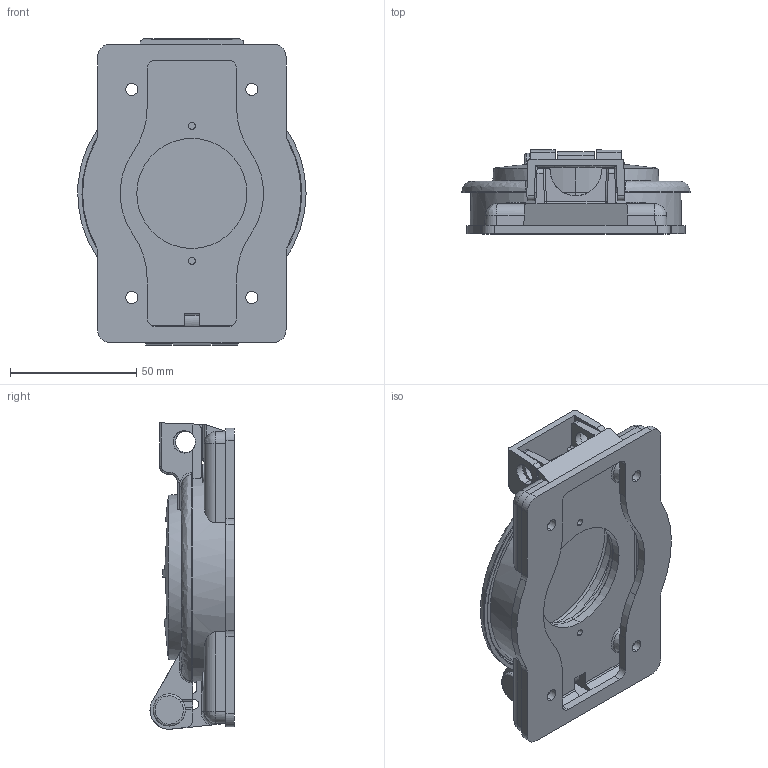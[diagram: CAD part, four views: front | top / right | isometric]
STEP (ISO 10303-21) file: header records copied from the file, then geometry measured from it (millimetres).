
FILE_DESCRIPTION (( 'STEP AP214' ), '1' );
FILE_NAME ('CATSTD-00WP2-000-M01.STEP', '2020-07-16T17:44:14', ( '' ), ( '' ), 'SwSTEP 2.0', 'SolidWorks 2017', '' );
FILE_SCHEMA (( 'AUTOMOTIVE_DESIGN' ));
Length unit declared in the file: inch
Products named in the file (1): CATSTD-00WP2-000-M01
Bounding box: 90.55 x 33.32 x 121.53 mm (x, y, z)
Volume: 92828.7 mm3; surface area: 65943.6 mm2
Topology: 6 solids, 6 shells, 491 faces, 1300 edges, 838 vertices
Faces by surface type: plane 187, cylinder 183, bspline 67, cone 54
Entity records: 18333 total; most frequent: CARTESIAN_POINT 6811, ORIENTED_EDGE 2592, DIRECTION 2094, EDGE_CURVE 1296, VERTEX_POINT 838, AXIS2_PLACEMENT_3D 738, LINE 618, VECTOR 618
